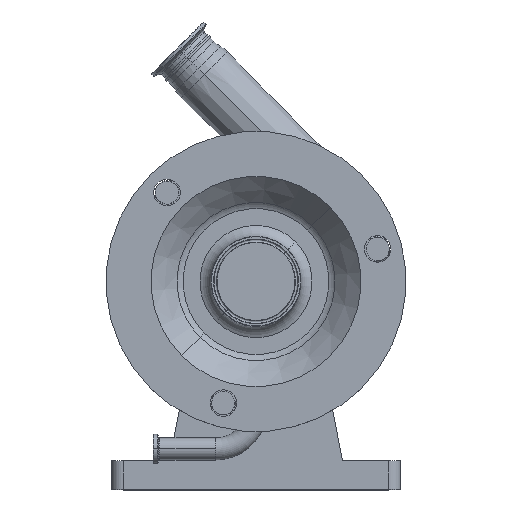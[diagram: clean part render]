
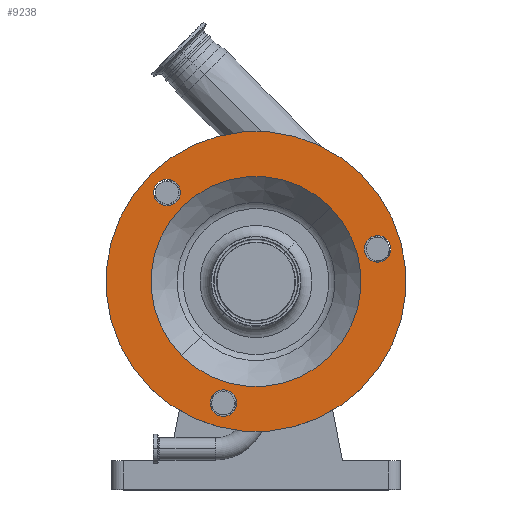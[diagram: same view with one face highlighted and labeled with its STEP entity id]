
A CAD part, top view. The second image highlights one B-rep face of the part: STEP entity #9238.
In plain terms, the highlighted planar face has unit normal (0, 0, 1).
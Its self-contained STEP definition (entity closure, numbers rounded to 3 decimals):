
#5047 = CARTESIAN_POINT ( 'NONE',  ( 0., 0., 218.5 ) ) ;
#5054 = CIRCLE ( 'NONE', #5056, 130. ) ;
#5055 = DIRECTION ( 'NONE',  ( 0., 0., 1. ) ) ;
#5056 = AXIS2_PLACEMENT_3D ( 'NONE', #5047, #5055, #5064 ) ;
#5064 = DIRECTION ( 'NONE',  ( 0.707, 0.707, 0. ) ) ;
#5097 = DIRECTION ( 'NONE',  ( 0.707, 0.707, 0. ) ) ;
#5098 = DIRECTION ( 'NONE',  ( 0., 0., 1. ) ) ;
#5099 = CARTESIAN_POINT ( 'NONE',  ( -77.075, 77.075, 218.5 ) ) ;
#5114 = CIRCLE ( 'NONE', #5115, 11.5 ) ;
#5115 = AXIS2_PLACEMENT_3D ( 'NONE', #5099, #5098, #5097 ) ;
#8888 = EDGE_CURVE ( 'NONE', #9216, #9220, #23997, .T. ) ;
#8890 = EDGE_CURVE ( 'NONE', #9083, #9229, #23983, .T. ) ;
#8891 = ORIENTED_EDGE ( 'NONE', *, *, #9079, .F. ) ;
#8892 = EDGE_LOOP ( 'NONE', ( #9733, #9724 ) ) ;
#8901 = EDGE_CURVE ( 'NONE', #9064, #9068, #22290, .T. ) ;
#8905 = ORIENTED_EDGE ( 'NONE', *, *, #8890, .F. ) ;
#8906 = EDGE_LOOP ( 'NONE', ( #9232, #9181 ) ) ;
#9064 = VERTEX_POINT ( 'NONE', #22612 ) ;
#9066 = EDGE_CURVE ( 'NONE', #9068, #9064, #22618, .T. ) ;
#9068 = VERTEX_POINT ( 'NONE', #22595 ) ;
#9077 = EDGE_CURVE ( 'NONE', #9084, #9227, #22438, .T. ) ;
#9079 = EDGE_CURVE ( 'NONE', #9229, #9083, #22270, .T. ) ;
#9083 = VERTEX_POINT ( 'NONE', #22321 ) ;
#9084 = VERTEX_POINT ( 'NONE', #22518 ) ;
#9181 = ORIENTED_EDGE ( 'NONE', *, *, #9066, .F. ) ;
#9216 = VERTEX_POINT ( 'NONE', #22908 ) ;
#9218 = EDGE_CURVE ( 'NONE', #9220, #9216, #22946, .T. ) ;
#9220 = VERTEX_POINT ( 'NONE', #22950 ) ;
#9227 = VERTEX_POINT ( 'NONE', #22965 ) ;
#9229 = VERTEX_POINT ( 'NONE', #22959 ) ;
#9232 = ORIENTED_EDGE ( 'NONE', *, *, #8901, .F. ) ;
#9238 = ADVANCED_FACE ( 'NONE', ( #22932, #22907, #22957, #22956, #22901 ), #22906, .F. ) ;
#9249 = EDGE_LOOP ( 'NONE', ( #8905, #8891 ) ) ;
#9278 = EDGE_CURVE ( 'NONE', #9284, #9281, #22980, .T. ) ;
#9281 = VERTEX_POINT ( 'NONE', #23005 ) ;
#9284 = VERTEX_POINT ( 'NONE', #23041 ) ;
#9724 = ORIENTED_EDGE ( 'NONE', *, *, #9077, .F. ) ;
#9728 = EDGE_CURVE ( 'NONE', #9281, #9284, #5054, .T. ) ;
#9733 = ORIENTED_EDGE ( 'NONE', *, *, #9767, .F. ) ;
#9751 = ORIENTED_EDGE ( 'NONE', *, *, #9218, .F. ) ;
#9752 = ORIENTED_EDGE ( 'NONE', *, *, #9728, .T. ) ;
#9767 = EDGE_CURVE ( 'NONE', #9227, #9084, #5114, .T. ) ;
#9769 = EDGE_LOOP ( 'NONE', ( #9834, #9752 ) ) ;
#9834 = ORIENTED_EDGE ( 'NONE', *, *, #9278, .T. ) ;
#9910 = EDGE_LOOP ( 'NONE', ( #9911, #9751 ) ) ;
#9911 = ORIENTED_EDGE ( 'NONE', *, *, #8888, .F. ) ;
#22268 = AXIS2_PLACEMENT_3D ( 'NONE', #22293, #22358, #22511 ) ;
#22269 = DIRECTION ( 'NONE',  ( 0.707, 0.707, 0. ) ) ;
#22270 = CIRCLE ( 'NONE', #22268, 11.5 ) ;
#22280 = DIRECTION ( 'NONE',  ( 0.259, -0.966, 0. ) ) ;
#22281 = DIRECTION ( 'NONE',  ( 0., 0., 1. ) ) ;
#22286 = AXIS2_PLACEMENT_3D ( 'NONE', #22316, #22281, #22280 ) ;
#22290 = CIRCLE ( 'NONE', #22286, 11.5 ) ;
#22293 = CARTESIAN_POINT ( 'NONE',  ( -28.211, -105.286, 218.5 ) ) ;
#22316 = CARTESIAN_POINT ( 'NONE',  ( 105.286, 28.211, 218.5 ) ) ;
#22321 = CARTESIAN_POINT ( 'NONE',  ( -39.319, -102.309, 218.5 ) ) ;
#22358 = DIRECTION ( 'NONE',  ( 0., 0., 1. ) ) ;
#22437 = CARTESIAN_POINT ( 'NONE',  ( -77.075, 77.075, 218.5 ) ) ;
#22438 = CIRCLE ( 'NONE', #22478, 11.5 ) ;
#22477 = DIRECTION ( 'NONE',  ( 0., 0., 1. ) ) ;
#22478 = AXIS2_PLACEMENT_3D ( 'NONE', #22437, #22477, #22269 ) ;
#22511 = DIRECTION ( 'NONE',  ( -0.966, 0.259, 0. ) ) ;
#22518 = CARTESIAN_POINT ( 'NONE',  ( -85.206, 68.943, 218.5 ) ) ;
#22595 = CARTESIAN_POINT ( 'NONE',  ( 102.309, 39.319, 218.5 ) ) ;
#22612 = CARTESIAN_POINT ( 'NONE',  ( 108.262, 17.103, 218.5 ) ) ;
#22618 = CIRCLE ( 'NONE', #22620, 11.5 ) ;
#22620 = AXIS2_PLACEMENT_3D ( 'NONE', #22639, #22638, #22637 ) ;
#22637 = DIRECTION ( 'NONE',  ( 0.259, -0.966, 0. ) ) ;
#22638 = DIRECTION ( 'NONE',  ( 0., 0., 1. ) ) ;
#22639 = CARTESIAN_POINT ( 'NONE',  ( 105.286, 28.211, 218.5 ) ) ;
#22901 = FACE_BOUND ( 'NONE', #9910, .T. ) ;
#22902 = AXIS2_PLACEMENT_3D ( 'NONE', #22926, #22925, #22924 ) ;
#22906 = PLANE ( 'NONE',  #22902 ) ;
#22907 = FACE_BOUND ( 'NONE', #9249, .T. ) ;
#22908 = CARTESIAN_POINT ( 'NONE',  ( 64.347, 64.347, 218.5 ) ) ;
#22924 = DIRECTION ( 'NONE',  ( -0.707, -0.707, 0. ) ) ;
#22925 = DIRECTION ( 'NONE',  ( 0., 0., -1. ) ) ;
#22926 = CARTESIAN_POINT ( 'NONE',  ( -27.577, 27.577, 218.5 ) ) ;
#22932 = FACE_BOUND ( 'NONE', #8906, .T. ) ;
#22939 = AXIS2_PLACEMENT_3D ( 'NONE', #22941, #22969, #22968 ) ;
#22941 = CARTESIAN_POINT ( 'NONE',  ( 0., 0., 218.5 ) ) ;
#22946 = CIRCLE ( 'NONE', #22939, 91. ) ;
#22950 = CARTESIAN_POINT ( 'NONE',  ( -64.347, -64.347, 218.5 ) ) ;
#22956 = FACE_OUTER_BOUND ( 'NONE', #9769, .T. ) ;
#22957 = FACE_BOUND ( 'NONE', #8892, .T. ) ;
#22959 = CARTESIAN_POINT ( 'NONE',  ( -17.103, -108.262, 218.5 ) ) ;
#22965 = CARTESIAN_POINT ( 'NONE',  ( -68.943, 85.206, 218.5 ) ) ;
#22968 = DIRECTION ( 'NONE',  ( 0.707, 0.707, 0. ) ) ;
#22969 = DIRECTION ( 'NONE',  ( 0., 0., 1. ) ) ;
#22976 = DIRECTION ( 'NONE',  ( 0.707, 0.707, 0. ) ) ;
#22977 = DIRECTION ( 'NONE',  ( 0., 0., 1. ) ) ;
#22978 = CARTESIAN_POINT ( 'NONE',  ( 0., 0., 218.5 ) ) ;
#22979 = AXIS2_PLACEMENT_3D ( 'NONE', #22978, #22977, #22976 ) ;
#22980 = CIRCLE ( 'NONE', #22979, 130. ) ;
#23005 = CARTESIAN_POINT ( 'NONE',  ( -91.924, -91.924, 218.5 ) ) ;
#23041 = CARTESIAN_POINT ( 'NONE',  ( 91.924, 91.924, 218.5 ) ) ;
#23809 = DIRECTION ( 'NONE',  ( -0.966, 0.259, 0. ) ) ;
#23982 = DIRECTION ( 'NONE',  ( 0., 0., 1. ) ) ;
#23983 = CIRCLE ( 'NONE', #23985, 11.5 ) ;
#23984 = CARTESIAN_POINT ( 'NONE',  ( -28.211, -105.286, 218.5 ) ) ;
#23985 = AXIS2_PLACEMENT_3D ( 'NONE', #23984, #23982, #23809 ) ;
#23997 = CIRCLE ( 'NONE', #24001, 91. ) ;
#23998 = DIRECTION ( 'NONE',  ( 0.707, 0.707, 0. ) ) ;
#23999 = DIRECTION ( 'NONE',  ( 0., 0., 1. ) ) ;
#24000 = CARTESIAN_POINT ( 'NONE',  ( 0., 0., 218.5 ) ) ;
#24001 = AXIS2_PLACEMENT_3D ( 'NONE', #24000, #23999, #23998 ) ;
